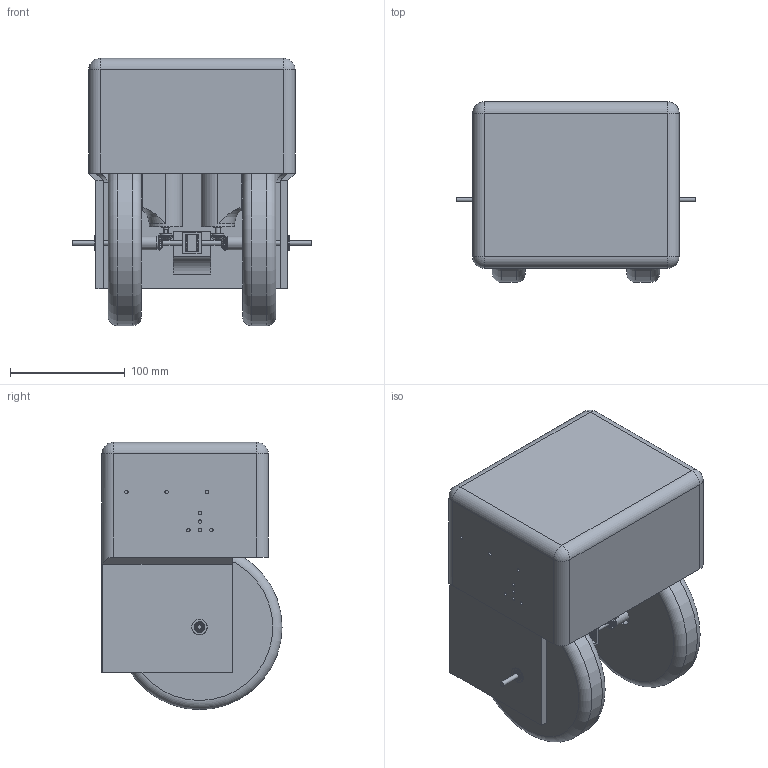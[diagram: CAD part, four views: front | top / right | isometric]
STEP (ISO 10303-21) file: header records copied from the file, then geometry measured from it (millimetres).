
FILE_DESCRIPTION(/* description */ ('STEP AP242','CAx-IF Rec.Pracs.---Representation and Presentation of Product Manufacturing Information (PMI)---4.0---2014-10-13','CAx-IF Rec.Pracs.---3D Tessellated Geometry---0.4---2014-09-14','2;1'),/* implementation_level */ '2;1');
FILE_NAME(/* name */ '688e532b2ea1b640b3c64a57',/* time_stamp */ '2025-08-02T18:04:29Z',/* author */ (''),/* organization */ (''),/* preprocessor_version */ 'ST-DEVELOPER v20',/* originating_system */ 'ONSHAPE BY PTC INC, 1.201',/* authorisation */ ' ');
FILE_SCHEMA (('AP242_MANAGED_MODEL_BASED_3D_ENGINEERING_MIM_LF { 1 0 10303 442 1 1 4 }'));
Products named in the file (14): Full Robot; Part 2; Bevel 0.8M 15T 45deg; 2100-0004-0100; 535216; Part 1; 25d-metal-gearmotor-172-227-encoder
Assembly tree (27 placements, depth 2):
  Full Robot
    Part 2
    Bevel 0.8M 15T 45deg  x4
    2100-0004-0100  x2
    535216  x2
    535216  x4
    Part 1  x2
    Part 1  x2
    Part 1  x2
    25d-metal-gearmotor-172-227-encoder  x2
    Part 1
    Part 1
    25d-metal-gearmotor-172-227-encoder  x2
    535216  x2
Bounding box: 208.35 x 157 x 233.04 mm (x, y, z)
Volume: 2095229.9 mm3; surface area: 465325.6 mm2
Topology: 27 solids, 29 shells, 2004 faces, 4926 edges, 3138 vertices
Faces by surface type: plane 988, cylinder 376, bspline 374, cone 234, torus 28, sphere 4
Full cylindrical faces by diameter (mm): 1.3 x8, 1.5 x4, 1.9 x4, 2.5 x8, 3 x52, 4 x12, 4.2 x6, 4.7 x8, 5 x6, 5.893 x8, 5.978 x8, 6.4 x4, 7 x2, 8 x2, 9.119 x8, 9.373 x8, 10 x2, 10.586 x4, 11.5 x4, 12 x6, 12.3 x2, 13.5 x4, 14 x2, 18 x2, 21.9 x2, 23.4 x2, 24.4 x2, 25 x8, 25.2 x2, 29 x2
Entity records: 46737 total; most frequent: CARTESIAN_POINT 22439, ORIENTED_EDGE 4156, DIRECTION 3734, EDGE_CURVE 2078, VERTEX_POINT 1402, AXIS2_PLACEMENT_3D 1339, EDGE_LOOP 1216, FACE_BOUND 1216
